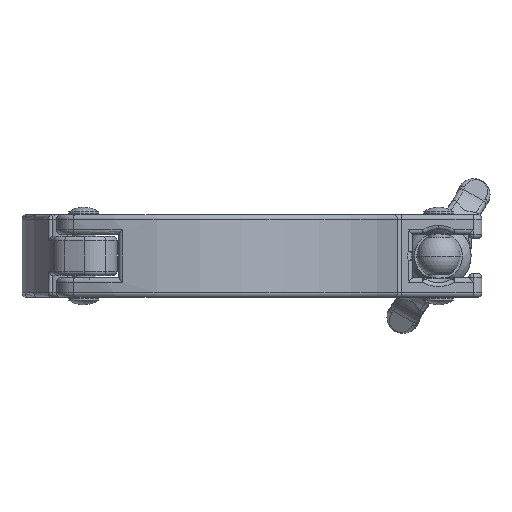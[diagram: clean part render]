
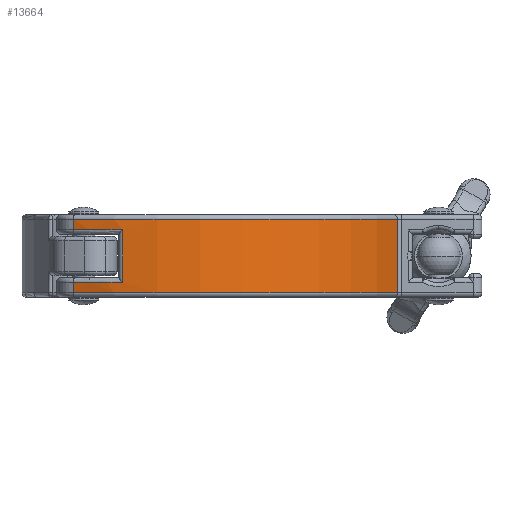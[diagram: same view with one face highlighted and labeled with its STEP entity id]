
A CAD part, front view. The second image highlights one B-rep face of the part: STEP entity #13664.
In plain terms, the highlighted cylindrical face has radius 57 mm (diameter 114 mm), a partial arc.
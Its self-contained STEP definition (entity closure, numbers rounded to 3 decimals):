
#118 = AXIS2_PLACEMENT_3D ( 'NONE', #6121, #16357, #10049 ) ;
#361 = CARTESIAN_POINT ( 'NONE',  ( 42.536, -13.612, 9.5 ) ) ;
#406 = VECTOR ( 'NONE', #4066, 1000. ) ;
#431 = DIRECTION ( 'NONE',  ( 0., 0., -1. ) ) ;
#560 = EDGE_LOOP ( 'NONE', ( #1484, #15622, #16365, #2434, #5676, #3477, #10849, #11400 ) ) ;
#1014 = AXIS2_PLACEMENT_3D ( 'NONE', #6567, #11777, #15524 ) ;
#1070 = VERTEX_POINT ( 'NONE', #7847 ) ;
#1108 = EDGE_CURVE ( 'NONE', #7908, #1070, #3185, .T. ) ;
#1262 = AXIS2_PLACEMENT_3D ( 'NONE', #13032, #13285, #12177 ) ;
#1346 = CARTESIAN_POINT ( 'NONE',  ( -32.182, -44.007, 9.5 ) ) ;
#1484 = ORIENTED_EDGE ( 'NONE', *, *, #5355, .T. ) ;
#1777 = CARTESIAN_POINT ( 'NONE',  ( -10., 8.5, -8.5 ) ) ;
#1956 = CARTESIAN_POINT ( 'NONE',  ( -20.832, -47.461, 9.5 ) ) ;
#2011 = CARTESIAN_POINT ( 'NONE',  ( -20.832, -47.461, -6. ) ) ;
#2434 = ORIENTED_EDGE ( 'NONE', *, *, #5442, .T. ) ;
#2529 = DIRECTION ( 'NONE',  ( 0., 0., -1. ) ) ;
#2688 = CARTESIAN_POINT ( 'NONE',  ( -32.182, -44.007, -6. ) ) ;
#2887 = LINE ( 'NONE', #11054, #406 ) ;
#3161 = CIRCLE ( 'NONE', #1262, 57. ) ;
#3185 = CIRCLE ( 'NONE', #1014, 57. ) ;
#3460 = AXIS2_PLACEMENT_3D ( 'NONE', #11996, #431, #10809 ) ;
#3477 = ORIENTED_EDGE ( 'NONE', *, *, #16766, .T. ) ;
#3934 = CARTESIAN_POINT ( 'NONE',  ( 42.536, -13.612, 8.5 ) ) ;
#4066 = DIRECTION ( 'NONE',  ( 0., 0., -1. ) ) ;
#4597 = CARTESIAN_POINT ( 'NONE',  ( -32.182, -44.007, 8.5 ) ) ;
#4662 = LINE ( 'NONE', #1956, #15677 ) ;
#5041 = AXIS2_PLACEMENT_3D ( 'NONE', #1777, #14469, #5581 ) ;
#5355 = EDGE_CURVE ( 'NONE', #1070, #9451, #4662, .T. ) ;
#5422 = EDGE_CURVE ( 'NONE', #9451, #14442, #3161, .T. ) ;
#5442 = EDGE_CURVE ( 'NONE', #16841, #12686, #8869, .T. ) ;
#5581 = DIRECTION ( 'NONE',  ( 1., 0., 0. ) ) ;
#5676 = ORIENTED_EDGE ( 'NONE', *, *, #13395, .F. ) ;
#6121 = CARTESIAN_POINT ( 'NONE',  ( -10., 8.5, 9.5 ) ) ;
#6455 = CARTESIAN_POINT ( 'NONE',  ( 42.536, -13.612, -8.5 ) ) ;
#6567 = CARTESIAN_POINT ( 'NONE',  ( -10., 8.5, 6. ) ) ;
#7185 = VECTOR ( 'NONE', #2529, 1000. ) ;
#7847 = CARTESIAN_POINT ( 'NONE',  ( -20.832, -47.461, 6. ) ) ;
#7908 = VERTEX_POINT ( 'NONE', #13604 ) ;
#8869 = CIRCLE ( 'NONE', #5041, 57. ) ;
#9198 = EDGE_CURVE ( 'NONE', #14442, #16841, #15314, .T. ) ;
#9287 = LINE ( 'NONE', #361, #14537 ) ;
#9451 = VERTEX_POINT ( 'NONE', #2011 ) ;
#9855 = CARTESIAN_POINT ( 'NONE',  ( -32.182, -44.007, -8.5 ) ) ;
#9875 = DIRECTION ( 'NONE',  ( 0., 0., -1. ) ) ;
#10049 = DIRECTION ( 'NONE',  ( -1., 0., 0. ) ) ;
#10750 = DIRECTION ( 'NONE',  ( 0., 0., -1. ) ) ;
#10809 = DIRECTION ( 'NONE',  ( 1., 0., 0. ) ) ;
#10843 = VERTEX_POINT ( 'NONE', #3934 ) ;
#10849 = ORIENTED_EDGE ( 'NONE', *, *, #13895, .T. ) ;
#11054 = CARTESIAN_POINT ( 'NONE',  ( -32.182, -44.007, 9.5 ) ) ;
#11163 = CYLINDRICAL_SURFACE ( 'NONE', #118, 57. ) ;
#11400 = ORIENTED_EDGE ( 'NONE', *, *, #1108, .T. ) ;
#11777 = DIRECTION ( 'NONE',  ( 0., 0., 1. ) ) ;
#11996 = CARTESIAN_POINT ( 'NONE',  ( -10., 8.5, 8.5 ) ) ;
#12177 = DIRECTION ( 'NONE',  ( -1., 0., 0. ) ) ;
#12686 = VERTEX_POINT ( 'NONE', #6455 ) ;
#13032 = CARTESIAN_POINT ( 'NONE',  ( -10., 8.5, -6. ) ) ;
#13285 = DIRECTION ( 'NONE',  ( 0., 0., -1. ) ) ;
#13395 = EDGE_CURVE ( 'NONE', #10843, #12686, #9287, .T. ) ;
#13604 = CARTESIAN_POINT ( 'NONE',  ( -32.182, -44.007, 6. ) ) ;
#13664 = ADVANCED_FACE ( 'NONE', ( #13726 ), #11163, .T. ) ;
#13726 = FACE_OUTER_BOUND ( 'NONE', #560, .T. ) ;
#13895 = EDGE_CURVE ( 'NONE', #16220, #7908, #2887, .T. ) ;
#14442 = VERTEX_POINT ( 'NONE', #2688 ) ;
#14469 = DIRECTION ( 'NONE',  ( 0., 0., 1. ) ) ;
#14537 = VECTOR ( 'NONE', #10750, 1000. ) ;
#15314 = LINE ( 'NONE', #1346, #7185 ) ;
#15524 = DIRECTION ( 'NONE',  ( -1., 0., 0. ) ) ;
#15622 = ORIENTED_EDGE ( 'NONE', *, *, #5422, .T. ) ;
#15677 = VECTOR ( 'NONE', #9875, 1000. ) ;
#16220 = VERTEX_POINT ( 'NONE', #4597 ) ;
#16258 = CIRCLE ( 'NONE', #3460, 57. ) ;
#16357 = DIRECTION ( 'NONE',  ( 0., 0., -1. ) ) ;
#16365 = ORIENTED_EDGE ( 'NONE', *, *, #9198, .T. ) ;
#16766 = EDGE_CURVE ( 'NONE', #10843, #16220, #16258, .T. ) ;
#16841 = VERTEX_POINT ( 'NONE', #9855 ) ;
